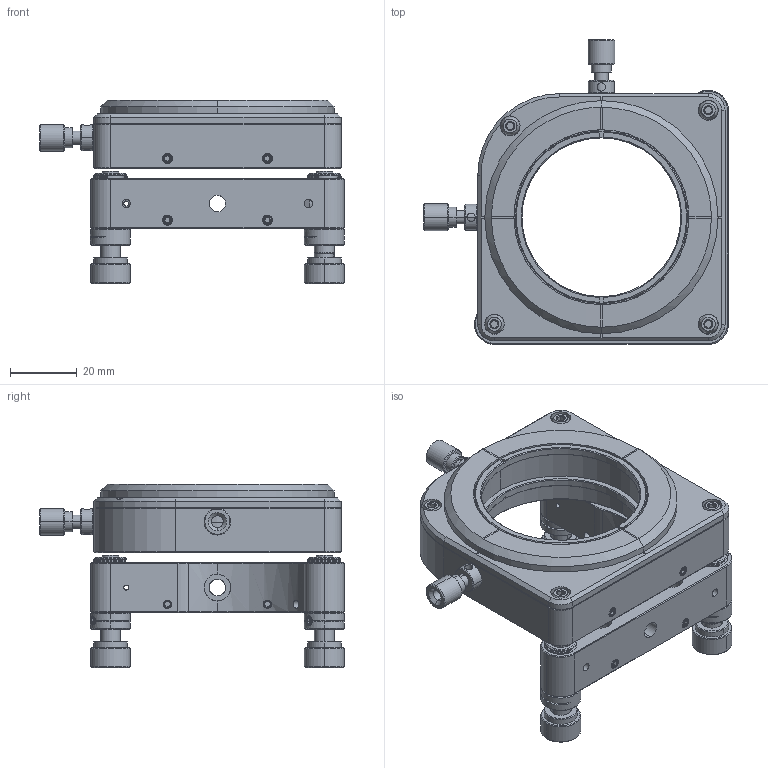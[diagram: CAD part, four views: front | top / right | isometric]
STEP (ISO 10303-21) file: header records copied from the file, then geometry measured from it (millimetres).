
FILE_DESCRIPTION (( 'STEP AP203' ), '1' );
FILE_NAME ('521902.STEP', '2023-06-09T01:23:41', ( 'Windows User' ), ( 'P R C' ), 'SwSTEP 2.0', 'SolidWorks 2020', '' );
FILE_SCHEMA (( 'CONFIG_CONTROL_DESIGN' ));
Length unit declared in the file: millimetre
Products named in the file (1): 521902
Bounding box: 91.44 x 91.44 x 55.07 mm (x, y, z)
Surface area: 37394.1 mm2 (no closed solid volume)
Topology: 0 solids, 61 shells, 677 faces, 2006 edges, 1377 vertices
Faces by surface type: plane 255, cylinder 222, cone 188, bspline 12
Full cylindrical faces by diameter (mm): 2.5 x1
Entity records: 33685 total; most frequent: CARTESIAN_POINT 16211, ORIENTED_EDGE 3492, DIRECTION 3397, EDGE_CURVE 1995, VERTEX_POINT 1377, AXIS2_PLACEMENT_3D 1300, EDGE_LOOP 820, LINE 797
